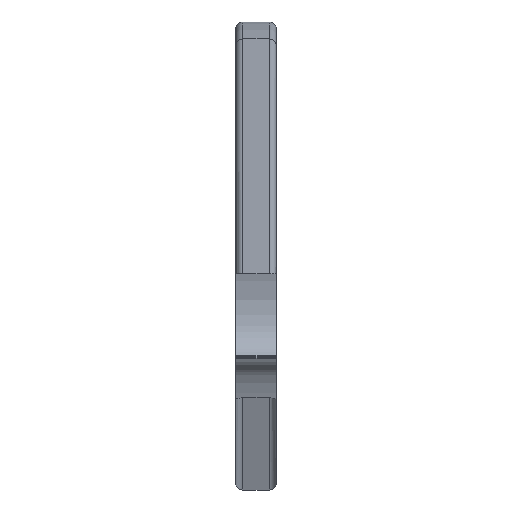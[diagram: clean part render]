
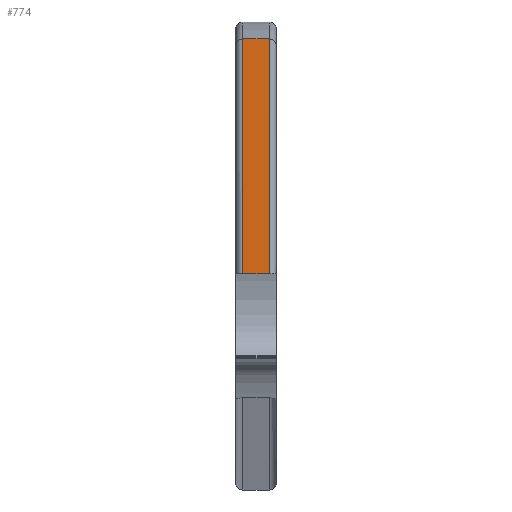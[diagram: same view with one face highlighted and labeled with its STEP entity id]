
A CAD part, front view. The second image highlights one B-rep face of the part: STEP entity #774.
In plain terms, the highlighted planar face has unit normal (0, -0.288, 0.958).
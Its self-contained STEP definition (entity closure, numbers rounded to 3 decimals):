
#29=PLANE('',#852);
#68=FACE_OUTER_BOUND('',#112,.T.);
#112=EDGE_LOOP('',(#581,#582,#583,#584));
#160=LINE('',#1143,#226);
#181=LINE('',#1241,#247);
#182=LINE('',#1245,#248);
#183=LINE('',#1246,#249);
#226=VECTOR('',#900,10.);
#247=VECTOR('',#989,10.);
#248=VECTOR('',#994,10.);
#249=VECTOR('',#995,10.);
#327=VERTEX_POINT('',#1119);
#330=VERTEX_POINT('',#1124);
#355=VERTEX_POINT('',#1240);
#356=VERTEX_POINT('',#1244);
#402=EDGE_CURVE('',#330,#327,#160,.T.);
#442=EDGE_CURVE('',#327,#355,#181,.T.);
#444=EDGE_CURVE('',#330,#356,#182,.T.);
#445=EDGE_CURVE('',#355,#356,#183,.T.);
#581=ORIENTED_EDGE('',*,*,#402,.F.);
#582=ORIENTED_EDGE('',*,*,#444,.T.);
#583=ORIENTED_EDGE('',*,*,#445,.F.);
#584=ORIENTED_EDGE('',*,*,#442,.F.);
#774=ADVANCED_FACE('',(#68),#29,.T.);
#852=AXIS2_PLACEMENT_3D('',#1243,#992,#993);
#900=DIRECTION('',(0.,0.958,0.288));
#989=DIRECTION('',(1.,0.,0.));
#992=DIRECTION('center_axis',(0.,-0.288,0.958));
#993=DIRECTION('ref_axis',(0.,-0.958,-0.288));
#994=DIRECTION('',(1.,0.,0.));
#995=DIRECTION('',(0.,-0.958,-0.288));
#1119=CARTESIAN_POINT('',(161.,175.621,47.481));
#1124=CARTESIAN_POINT('',(161.,59.441,12.559));
#1143=CARTESIAN_POINT('',(161.,138.071,36.194));
#1240=CARTESIAN_POINT('',(165.,175.621,47.481));
#1241=CARTESIAN_POINT('',(160.,175.621,47.481));
#1243=CARTESIAN_POINT('Origin',(160.,175.621,47.481));
#1244=CARTESIAN_POINT('',(165.,59.441,12.559));
#1245=CARTESIAN_POINT('',(160.,59.441,12.559));
#1246=CARTESIAN_POINT('',(165.,138.071,36.194));
